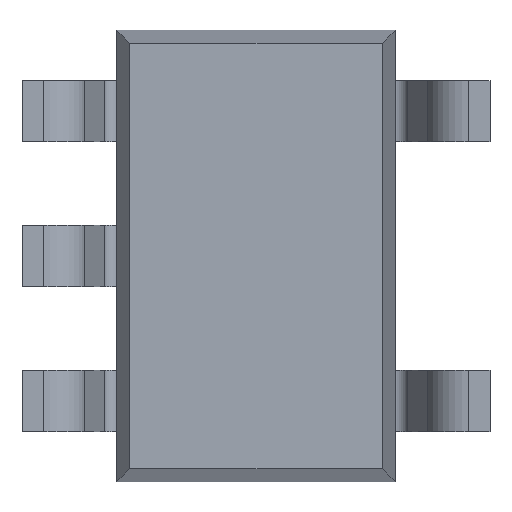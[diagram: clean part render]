
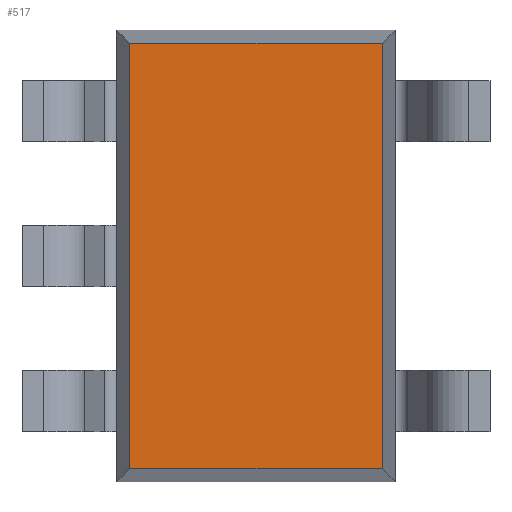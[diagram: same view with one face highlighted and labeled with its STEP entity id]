
A CAD part, front view. The second image highlights one B-rep face of the part: STEP entity #517.
In plain terms, the highlighted planar face has unit normal (0, -1, 0).
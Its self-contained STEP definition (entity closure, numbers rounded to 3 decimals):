
#67 = VECTOR ( 'NONE', #781, 1000. ) ;
#78 = DIRECTION ( 'NONE',  ( -1., 0., 0. ) ) ;
#253 = EDGE_CURVE ( 'NONE', #2026, #2041, #1312, .T. ) ;
#276 = ORIENTED_EDGE ( 'NONE', *, *, #253, .T. ) ;
#320 = DIRECTION ( 'NONE',  ( 0., 0., -1. ) ) ;
#384 = ORIENTED_EDGE ( 'NONE', *, *, #832, .T. ) ;
#413 = VECTOR ( 'NONE', #78, 1000. ) ;
#429 = AXIS2_PLACEMENT_3D ( 'NONE', #1852, #519, #1649 ) ;
#494 = CARTESIAN_POINT ( 'NONE',  ( -0.567, 0.1, -0.954 ) ) ;
#517 = ADVANCED_FACE ( 'NONE', ( #1452 ), #1010, .T. ) ;
#519 = DIRECTION ( 'NONE',  ( 0., -1., 0. ) ) ;
#549 = VERTEX_POINT ( 'NONE', #1208 ) ;
#588 = DIRECTION ( 'NONE',  ( 0., 0., 1. ) ) ;
#781 = DIRECTION ( 'NONE',  ( 1., 0., 0. ) ) ;
#813 = LINE ( 'NONE', #1591, #67 ) ;
#832 = EDGE_CURVE ( 'NONE', #2041, #1764, #813, .T. ) ;
#941 = ORIENTED_EDGE ( 'NONE', *, *, #1738, .T. ) ;
#995 = LINE ( 'NONE', #1706, #1761 ) ;
#1010 = PLANE ( 'NONE',  #429 ) ;
#1026 = ORIENTED_EDGE ( 'NONE', *, *, #1454, .T. ) ;
#1208 = CARTESIAN_POINT ( 'NONE',  ( 0.567, 0.1, 0.954 ) ) ;
#1312 = LINE ( 'NONE', #1556, #2188 ) ;
#1365 = CARTESIAN_POINT ( 'NONE',  ( 0.567, 0.1, -0.954 ) ) ;
#1452 = FACE_OUTER_BOUND ( 'NONE', #2019, .T. ) ;
#1454 = EDGE_CURVE ( 'NONE', #1764, #549, #995, .T. ) ;
#1556 = CARTESIAN_POINT ( 'NONE',  ( -0.567, 0.1, 1.012 ) ) ;
#1591 = CARTESIAN_POINT ( 'NONE',  ( -0.625, 0.1, -0.954 ) ) ;
#1610 = CARTESIAN_POINT ( 'NONE',  ( 0.625, 0.1, 0.954 ) ) ;
#1613 = CARTESIAN_POINT ( 'NONE',  ( -0.567, 0.1, 0.954 ) ) ;
#1649 = DIRECTION ( 'NONE',  ( 0., 0., -1. ) ) ;
#1706 = CARTESIAN_POINT ( 'NONE',  ( 0.567, 0.1, -1.012 ) ) ;
#1738 = EDGE_CURVE ( 'NONE', #549, #2026, #1906, .T. ) ;
#1761 = VECTOR ( 'NONE', #588, 1000. ) ;
#1764 = VERTEX_POINT ( 'NONE', #1365 ) ;
#1852 = CARTESIAN_POINT ( 'NONE',  ( 0., 0.1, 0. ) ) ;
#1906 = LINE ( 'NONE', #1610, #413 ) ;
#2019 = EDGE_LOOP ( 'NONE', ( #384, #1026, #941, #276 ) ) ;
#2026 = VERTEX_POINT ( 'NONE', #1613 ) ;
#2041 = VERTEX_POINT ( 'NONE', #494 ) ;
#2188 = VECTOR ( 'NONE', #320, 1000. ) ;
